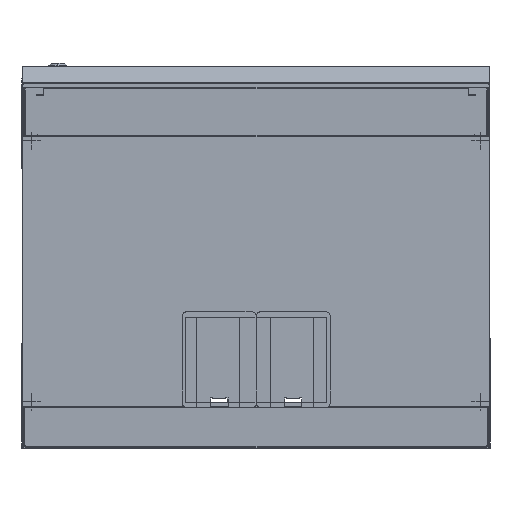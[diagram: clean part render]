
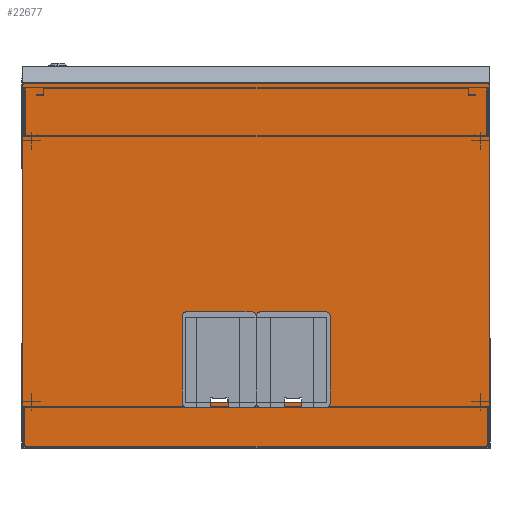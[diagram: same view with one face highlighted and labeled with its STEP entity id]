
A CAD part, front view. The second image highlights one B-rep face of the part: STEP entity #22677.
In plain terms, the highlighted face is planar.
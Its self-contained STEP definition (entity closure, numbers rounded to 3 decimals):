
#428 = CIRCLE ( 'NONE', #44701, 1.25 ) ;
#543 = ORIENTED_EDGE ( 'NONE', *, *, #21160, .F. ) ;
#1387 = EDGE_CURVE ( 'NONE', #27483, #38442, #44607, .T. ) ;
#1632 = CARTESIAN_POINT ( 'NONE',  ( 204.989, 27.7, -274. ) ) ;
#2117 = CARTESIAN_POINT ( 'NONE',  ( -170., 27.7, -82.5 ) ) ;
#2747 = LINE ( 'NONE', #54088, #52740 ) ;
#3802 = FACE_OUTER_BOUND ( 'NONE', #8431, .T. ) ;
#4264 = VERTEX_POINT ( 'NONE', #23384 ) ;
#4477 = FACE_BOUND ( 'NONE', #66357, .T. ) ;
#5575 = CARTESIAN_POINT ( 'NONE',  ( -70., 27.7, 82.5 ) ) ;
#6115 = CARTESIAN_POINT ( 'NONE',  ( 204.989, 27.7, 82.5 ) ) ;
#6196 = VERTEX_POINT ( 'NONE', #24935 ) ;
#7016 = CIRCLE ( 'NONE', #53413, 1.25 ) ;
#7845 = CARTESIAN_POINT ( 'NONE',  ( 204.575, 27.7, -274.6 ) ) ;
#7919 = AXIS2_PLACEMENT_3D ( 'NONE', #54890, #54218, #13373 ) ;
#8431 = EDGE_LOOP ( 'NONE', ( #57794, #21560, #543, #13260, #30744, #44201, #22043, #44857 ) ) ;
#9392 = VERTEX_POINT ( 'NONE', #27332 ) ;
#10461 = DIRECTION ( 'NONE',  ( 0., 0., 1. ) ) ;
#10522 = DIRECTION ( 'NONE',  ( 0., 0., -1. ) ) ;
#11161 = CARTESIAN_POINT ( 'NONE',  ( -224., 27.7, 275. ) ) ;
#12766 = DIRECTION ( 'NONE',  ( 1., 0., 0. ) ) ;
#13260 = ORIENTED_EDGE ( 'NONE', *, *, #41897, .F. ) ;
#13373 = DIRECTION ( 'NONE',  ( 1., 0., 0. ) ) ;
#13531 = CARTESIAN_POINT ( 'NONE',  ( 204.989, 27.7, -82.5 ) ) ;
#15190 = CARTESIAN_POINT ( 'NONE',  ( -224., 27.7, -274.6 ) ) ;
#15729 = VERTEX_POINT ( 'NONE', #19972 ) ;
#17629 = VERTEX_POINT ( 'NONE', #55092 ) ;
#18013 = DIRECTION ( 'NONE',  ( -1., 0., 0. ) ) ;
#19371 = ORIENTED_EDGE ( 'NONE', *, *, #54303, .F. ) ;
#19401 = VECTOR ( 'NONE', #12766, 1000. ) ;
#19406 = VERTEX_POINT ( 'NONE', #47467 ) ;
#19972 = CARTESIAN_POINT ( 'NONE',  ( 204.575, 27.7, 273.35 ) ) ;
#20385 = VERTEX_POINT ( 'NONE', #5575 ) ;
#21160 = EDGE_CURVE ( 'NONE', #26980, #15729, #32487, .T. ) ;
#21560 = ORIENTED_EDGE ( 'NONE', *, *, #43762, .F. ) ;
#22043 = ORIENTED_EDGE ( 'NONE', *, *, #47278, .F. ) ;
#22382 = DIRECTION ( 'NONE',  ( -1., 0., 0. ) ) ;
#22677 = ADVANCED_FACE ( 'NONE', ( #4477, #3802 ), #25099, .F. ) ;
#23384 = CARTESIAN_POINT ( 'NONE',  ( 203.478, 27.7, -274. ) ) ;
#24560 = EDGE_CURVE ( 'NONE', #19406, #6196, #2747, .T. ) ;
#24935 = CARTESIAN_POINT ( 'NONE',  ( -222.903, 27.7, 274. ) ) ;
#25099 = PLANE ( 'NONE',  #34301 ) ;
#26292 = VECTOR ( 'NONE', #10461, 1000. ) ;
#26714 = LINE ( 'NONE', #11161, #54714 ) ;
#26980 = VERTEX_POINT ( 'NONE', #65310 ) ;
#27074 = DIRECTION ( 'NONE',  ( 0., 0., 1. ) ) ;
#27332 = CARTESIAN_POINT ( 'NONE',  ( -170., 27.7, 82.5 ) ) ;
#27483 = VERTEX_POINT ( 'NONE', #27755 ) ;
#27755 = CARTESIAN_POINT ( 'NONE',  ( -70., 27.7, -82.5 ) ) ;
#29727 = DIRECTION ( 'NONE',  ( 1., 0., 0. ) ) ;
#30744 = ORIENTED_EDGE ( 'NONE', *, *, #61863, .F. ) ;
#30803 = DIRECTION ( 'NONE',  ( 0., 0., -1. ) ) ;
#32180 = DIRECTION ( 'NONE',  ( 1., 0., 0. ) ) ;
#32487 = LINE ( 'NONE', #62465, #58756 ) ;
#32777 = CARTESIAN_POINT ( 'NONE',  ( -224., 27.7, 274.6 ) ) ;
#33095 = ORIENTED_EDGE ( 'NONE', *, *, #62218, .F. ) ;
#33342 = VERTEX_POINT ( 'NONE', #53115 ) ;
#34301 = AXIS2_PLACEMENT_3D ( 'NONE', #45711, #64914, #65597 ) ;
#35177 = LINE ( 'NONE', #51011, #26292 ) ;
#37208 = CARTESIAN_POINT ( 'NONE',  ( -222.903, 27.7, -274. ) ) ;
#38442 = VERTEX_POINT ( 'NONE', #2117 ) ;
#38960 = VECTOR ( 'NONE', #10522, 1000. ) ;
#39420 = ORIENTED_EDGE ( 'NONE', *, *, #1387, .F. ) ;
#41897 = EDGE_CURVE ( 'NONE', #4264, #26980, #428, .T. ) ;
#42225 = DIRECTION ( 'NONE',  ( 0., 1., 0. ) ) ;
#42868 = LINE ( 'NONE', #1632, #19401 ) ;
#43363 = DIRECTION ( 'NONE',  ( 0., 1., 0. ) ) ;
#43762 = EDGE_CURVE ( 'NONE', #15729, #19406, #51099, .T. ) ;
#44201 = ORIENTED_EDGE ( 'NONE', *, *, #57960, .F. ) ;
#44607 = LINE ( 'NONE', #13531, #59073 ) ;
#44701 = AXIS2_PLACEMENT_3D ( 'NONE', #7845, #43363, #18013 ) ;
#44857 = ORIENTED_EDGE ( 'NONE', *, *, #45365, .F. ) ;
#45365 = EDGE_CURVE ( 'NONE', #6196, #17629, #7016, .T. ) ;
#45711 = CARTESIAN_POINT ( 'NONE',  ( 204.989, 27.7, 275. ) ) ;
#47278 = EDGE_CURVE ( 'NONE', #17629, #33342, #26714, .T. ) ;
#47322 = VERTEX_POINT ( 'NONE', #37208 ) ;
#47467 = CARTESIAN_POINT ( 'NONE',  ( 203.478, 27.7, 274. ) ) ;
#48377 = EDGE_CURVE ( 'NONE', #9392, #20385, #57453, .T. ) ;
#51011 = CARTESIAN_POINT ( 'NONE',  ( -170., 27.7, 275. ) ) ;
#51099 = CIRCLE ( 'NONE', #7919, 1.25 ) ;
#52740 = VECTOR ( 'NONE', #22382, 1000. ) ;
#53115 = CARTESIAN_POINT ( 'NONE',  ( -224., 27.7, -273.35 ) ) ;
#53412 = CIRCLE ( 'NONE', #65225, 1.25 ) ;
#53413 = AXIS2_PLACEMENT_3D ( 'NONE', #32777, #42225, #62426 ) ;
#54088 = CARTESIAN_POINT ( 'NONE',  ( 204.989, 27.7, 274. ) ) ;
#54218 = DIRECTION ( 'NONE',  ( 0., 1., 0. ) ) ;
#54303 = EDGE_CURVE ( 'NONE', #38442, #9392, #35177, .T. ) ;
#54362 = DIRECTION ( 'NONE',  ( -1., 0., 0. ) ) ;
#54714 = VECTOR ( 'NONE', #30803, 1000. ) ;
#54890 = CARTESIAN_POINT ( 'NONE',  ( 204.575, 27.7, 274.6 ) ) ;
#55092 = CARTESIAN_POINT ( 'NONE',  ( -224., 27.7, 273.35 ) ) ;
#55110 = CARTESIAN_POINT ( 'NONE',  ( -70., 27.7, 275. ) ) ;
#57453 = LINE ( 'NONE', #6115, #64389 ) ;
#57794 = ORIENTED_EDGE ( 'NONE', *, *, #24560, .F. ) ;
#57960 = EDGE_CURVE ( 'NONE', #33342, #47322, #53412, .T. ) ;
#58756 = VECTOR ( 'NONE', #27074, 1000. ) ;
#59073 = VECTOR ( 'NONE', #54362, 1000. ) ;
#59877 = LINE ( 'NONE', #55110, #38960 ) ;
#60966 = ORIENTED_EDGE ( 'NONE', *, *, #48377, .F. ) ;
#61863 = EDGE_CURVE ( 'NONE', #47322, #4264, #42868, .T. ) ;
#62218 = EDGE_CURVE ( 'NONE', #20385, #27483, #59877, .T. ) ;
#62426 = DIRECTION ( 'NONE',  ( -1., 0., 0. ) ) ;
#62465 = CARTESIAN_POINT ( 'NONE',  ( 204.575, 27.7, 275. ) ) ;
#64389 = VECTOR ( 'NONE', #32180, 1000. ) ;
#64914 = DIRECTION ( 'NONE',  ( 0., -1., 0. ) ) ;
#65225 = AXIS2_PLACEMENT_3D ( 'NONE', #15190, #66466, #29727 ) ;
#65310 = CARTESIAN_POINT ( 'NONE',  ( 204.575, 27.7, -273.35 ) ) ;
#65597 = DIRECTION ( 'NONE',  ( 1., 0., 0. ) ) ;
#66357 = EDGE_LOOP ( 'NONE', ( #19371, #39420, #33095, #60966 ) ) ;
#66466 = DIRECTION ( 'NONE',  ( 0., 1., 0. ) ) ;
